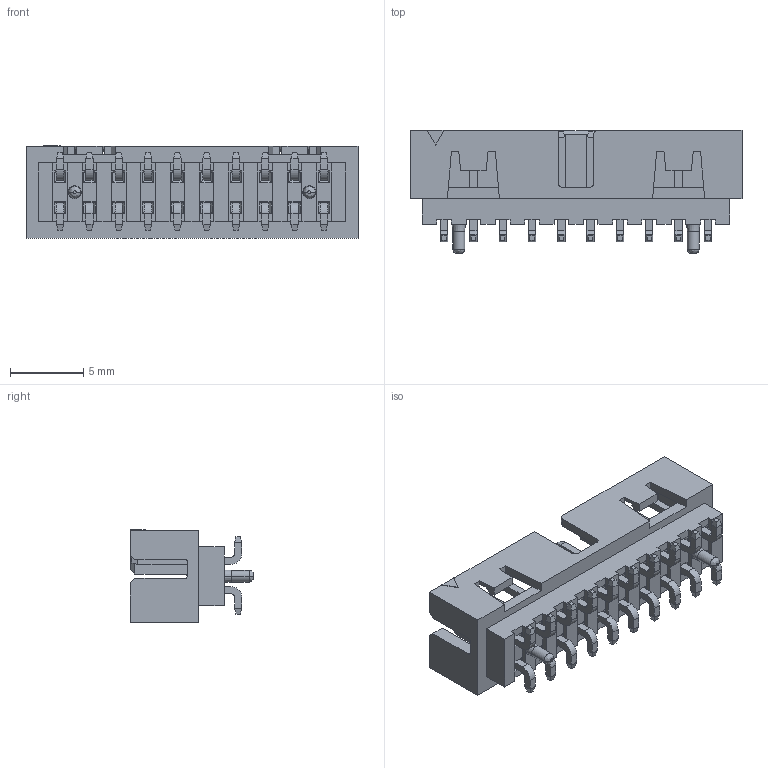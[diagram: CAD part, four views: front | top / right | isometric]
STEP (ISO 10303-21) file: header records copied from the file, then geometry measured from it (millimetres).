
FILE_DESCRIPTION((''),'2;1');
FILE_NAME('12012W00-2X10P-S-S1-XX','2023-06-17T',('SLPC'),(''),'PRO/ENGINEER BY PARAMETRIC TECHNOLOGY CORPORATION, 2010280','PRO/ENGINEER BY PARAMETRIC TECHNOLOGY CORPORATION, 2010280','');
FILE_SCHEMA(('CONFIG_CONTROL_DESIGN','SHAPE_APPEARANCE_LAYERS_GROUPS'));
Length unit declared in the file: millimetre
Products named in the file (1): 12012W00-2X10P-S-S1-XX
Bounding box: 22.65 x 8.4 x 6.33 mm (x, y, z)
Volume: 394.6 mm3; surface area: 1128.6 mm2
Topology: 1 solids, 1 shells, 734 faces, 1894 edges, 1181 vertices
Faces by surface type: plane 675, cylinder 51, cone 4, bspline 4
Entity records: 21844 total; most frequent: CARTESIAN_POINT 3922, ORIENTED_EDGE 3788, DIRECTION 3466, EDGE_CURVE 1894, VECTOR 1780, LINE 1780, VERTEX_POINT 1181, AXIS2_PLACEMENT_3D 843
